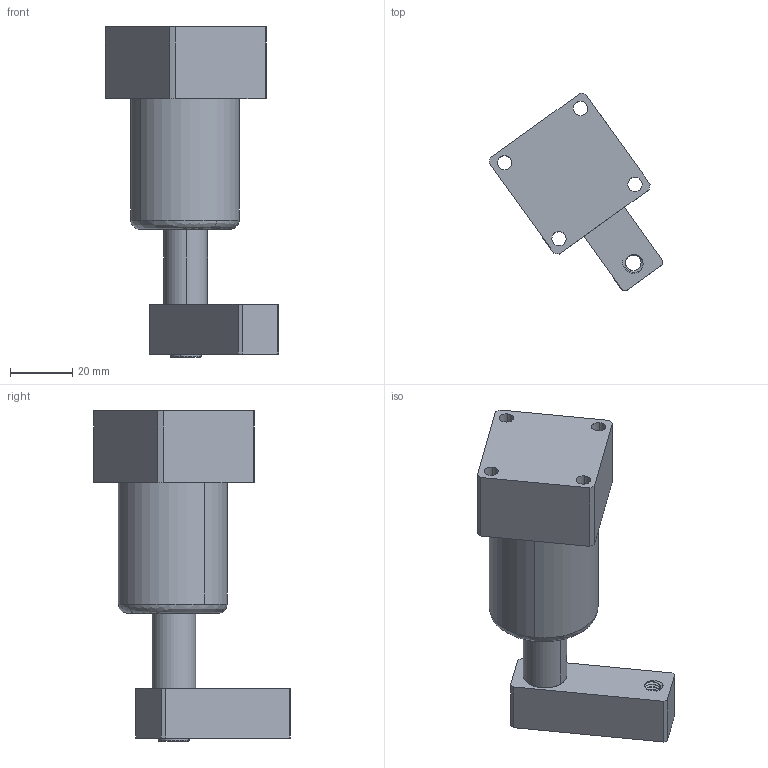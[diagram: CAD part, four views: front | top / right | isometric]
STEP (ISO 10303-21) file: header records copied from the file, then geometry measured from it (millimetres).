
FILE_DESCRIPTION (( 'STEP AP203' ), '1' );
FILE_NAME ('ASC-25S气压转角缸.STEP', '2019-05-09T10:26:54', ( 'User' ), ( 'china' ), 'SwSTEP 2.0', 'SolidWorks 2018', '' );
FILE_SCHEMA (( 'CONFIG_CONTROL_DESIGN' ));
Length unit declared in the file: millimetre
Products named in the file (5): ASC-25Sァ揤蛌褒詰; ASC-25活塞杆00; ASC-25揤旋; socket head cap screw_iso_ISO 4762 M6 x 16 --- 16S; 掛极1_1
Assembly tree (4 placements, depth 2):
  ASC-25Sァ揤蛌褒詰
    ASC-25活塞杆00
    ASC-25揤旋
    socket head cap screw_iso_ISO 4762 M6 x 16 --- 16S
    掛极1_1
Bounding box: 55.58 x 63.19 x 106 mm (x, y, z)
Volume: 76923.1 mm3; surface area: 26003.5 mm2
Topology: 4 solids, 4 shells, 228 faces, 546 edges, 328 vertices
Faces by surface type: cylinder 105, cone 66, plane 43, bspline 8, torus 6
Entity records: 9143 total; most frequent: CARTESIAN_POINT 3475, DIRECTION 1110, ORIENTED_EDGE 1080, EDGE_CURVE 540, AXIS2_PLACEMENT_3D 437, VERTEX_POINT 329, EDGE_LOOP 253, VECTOR 236
